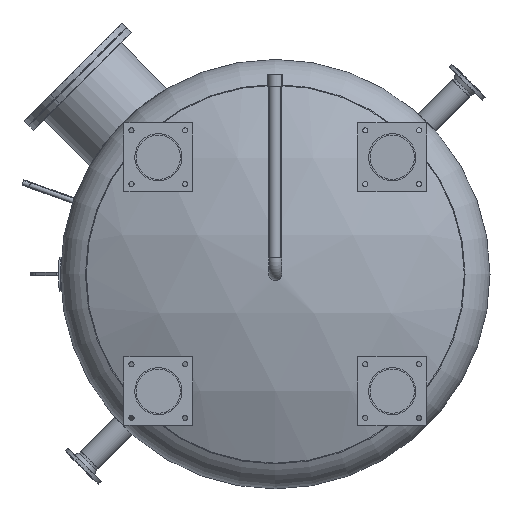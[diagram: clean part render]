
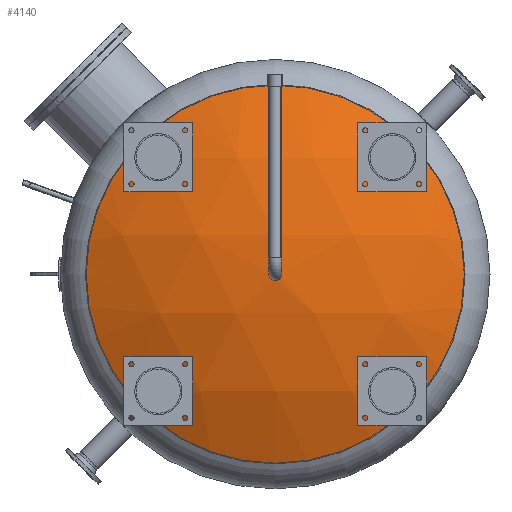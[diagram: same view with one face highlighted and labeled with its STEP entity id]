
A CAD part, front view. The second image highlights one B-rep face of the part: STEP entity #4140.
In plain terms, the highlighted spherical face has radius 2007.8 mm.
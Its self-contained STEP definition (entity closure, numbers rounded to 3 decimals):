
#384=FACE_BOUND('',#792,.T.);
#555=SPHERICAL_SURFACE('',#4839,2007.8);
#567=FACE_OUTER_BOUND('',#791,.T.);
#791=EDGE_LOOP('',(#2849,#2850));
#792=EDGE_LOOP('',(#2851));
#1634=CIRCLE('',#4830,30.15);
#1636=CIRCLE('',#4833,883.655);
#1637=CIRCLE('',#4834,883.655);
#1901=VERTEX_POINT('',#6729);
#1903=VERTEX_POINT('',#6735);
#1904=VERTEX_POINT('',#6736);
#2284=EDGE_CURVE('',#1901,#1901,#1634,.T.);
#2287=EDGE_CURVE('',#1903,#1904,#1636,.T.);
#2288=EDGE_CURVE('',#1904,#1903,#1637,.T.);
#2849=ORIENTED_EDGE('',*,*,#2287,.T.);
#2850=ORIENTED_EDGE('',*,*,#2288,.T.);
#2851=ORIENTED_EDGE('',*,*,#2284,.T.);
#4140=ADVANCED_FACE('',(#567,#384),#555,.T.);
#4830=AXIS2_PLACEMENT_3D('',#6730,#5391,#5392);
#4833=AXIS2_PLACEMENT_3D('',#6737,#5398,#5399);
#4834=AXIS2_PLACEMENT_3D('',#6738,#5400,#5401);
#4839=AXIS2_PLACEMENT_3D('',#6746,#5410,#5411);
#5391=DIRECTION('center_axis',(0.,-1.,0.));
#5392=DIRECTION('ref_axis',(1.,0.,0.));
#5398=DIRECTION('center_axis',(0.,1.,0.));
#5399=DIRECTION('ref_axis',(-1.,0.,0.));
#5400=DIRECTION('center_axis',(0.,1.,0.));
#5401=DIRECTION('ref_axis',(-1.,0.,0.));
#5410=DIRECTION('center_axis',(0.,0.,1.));
#5411=DIRECTION('ref_axis',(1.,0.,0.));
#6729=CARTESIAN_POINT('',(-30.15,422.225,0.));
#6730=CARTESIAN_POINT('Origin',(0.,422.225,0.));
#6735=CARTESIAN_POINT('',(-883.655,217.542,0.));
#6736=CARTESIAN_POINT('',(0.,217.542,-883.655));
#6737=CARTESIAN_POINT('Origin',(0.,217.542,
0.));
#6738=CARTESIAN_POINT('Origin',(0.,217.542,
0.));
#6746=CARTESIAN_POINT('Origin',(0.,-1585.349,0.));
